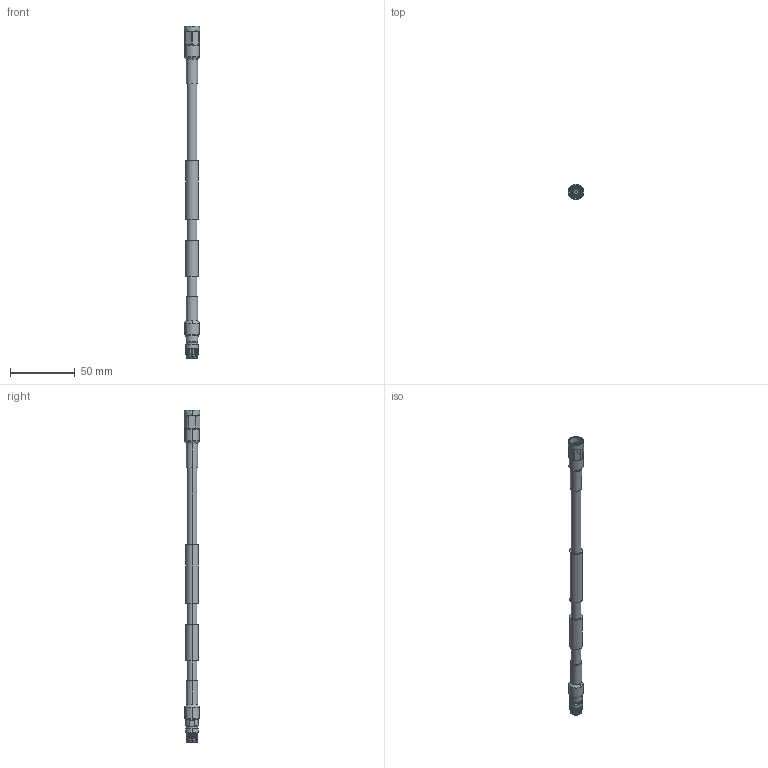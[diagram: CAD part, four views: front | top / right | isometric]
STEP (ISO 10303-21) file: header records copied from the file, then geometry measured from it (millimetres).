
FILE_DESCRIPTION (( 'STEP AP214' ), '1' );
FILE_NAME ('PE3C7851.step', '2021-02-09T19:21:00', ( '' ), ( '' ), 'SwSTEP 2.0', 'SolidWorks 2018', '' );
FILE_SCHEMA (( 'AUTOMOTIVE_DESIGN' ));
Length unit declared in the file: inch
Products named in the file (5): PE-1/4SFHC^PE3C7851; Heat Shrink^PE3C7851; PE45670^PE3C7851; PE45668^PE3C7851; PE3C7851
Assembly tree (5 placements, depth 2):
  PE3C7851
    PE-1/4SFHC^PE3C7851
    Heat Shrink^PE3C7851  x2
    PE45668^PE3C7851
    PE45670^PE3C7851
Bounding box: 12 x 12 x 257.39 mm (x, y, z)
Volume: 16413.9 mm3; surface area: 10066.2 mm2
Topology: 5 solids, 5 shells, 331 faces, 836 edges, 534 vertices
Faces by surface type: plane 143, cylinder 113, cone 56, bspline 10, torus 9
Entity records: 12596 total; most frequent: CARTESIAN_POINT 4879, ORIENTED_EDGE 1632, DIRECTION 1517, EDGE_CURVE 816, AXIS2_PLACEMENT_3D 588, VERTEX_POINT 522, EDGE_LOOP 348, VECTOR 341
